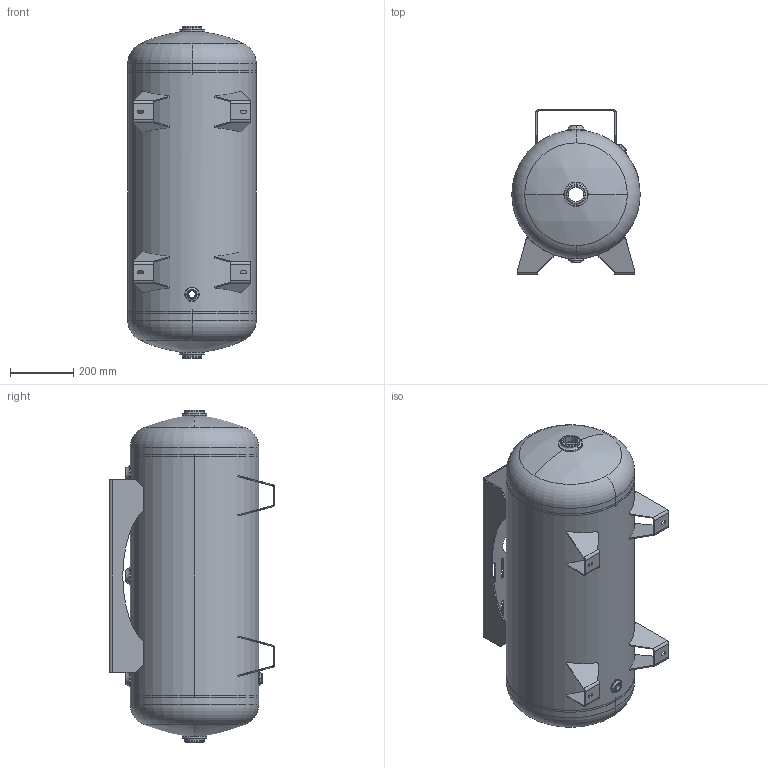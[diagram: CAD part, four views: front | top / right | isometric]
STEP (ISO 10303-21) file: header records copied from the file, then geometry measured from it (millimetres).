
FILE_DESCRIPTION (( 'STEP AP203' ), '1' );
FILE_NAME ('302471.STEP', '2012-03-06T17:17:26', ( '' ), ( '' ), 'SwSTEP 2.0', 'SolidWorks 2011', '' );
FILE_SCHEMA (( 'CONFIG_CONTROL_DESIGN' ));
Length unit declared in the file: inch
Products named in the file (1): 302471
Bounding box: 406.4 x 524.42 x 1050.9 mm (x, y, z)
Surface area: 3186735 mm2 (no closed solid volume)
Topology: 0 solids, 23 shells, 361 faces, 929 edges, 582 vertices
Faces by surface type: plane 141, cylinder 141, torus 64, bspline 11, sphere 4
Full cylindrical faces by diameter (mm): 397.205 x1, 406.4 x1
Entity records: 13440 total; most frequent: CARTESIAN_POINT 4414, DIRECTION 1994, ORIENTED_EDGE 1720, EDGE_CURVE 929, AXIS2_PLACEMENT_3D 779, VERTEX_POINT 582, LINE 436, VECTOR 436
